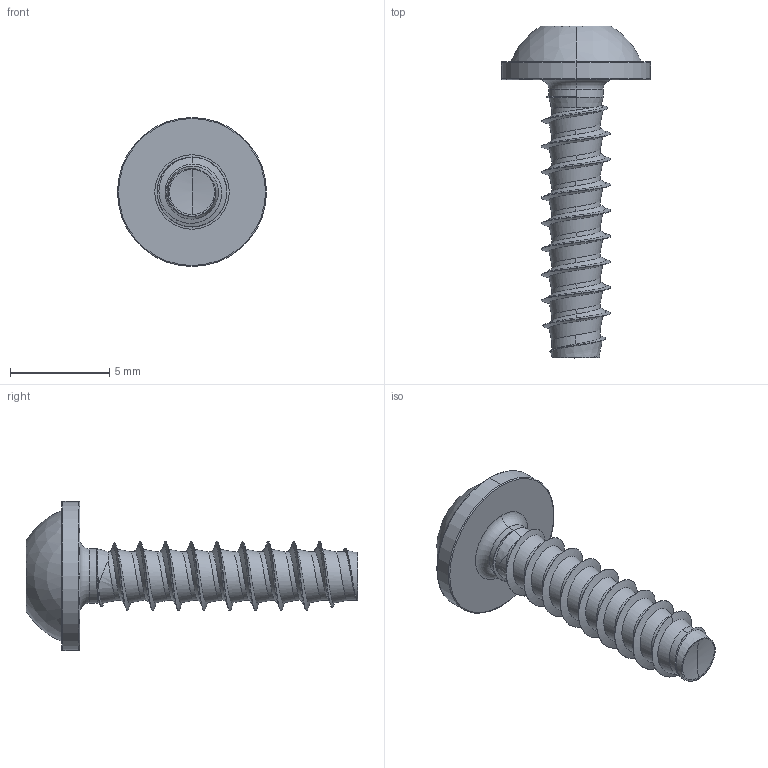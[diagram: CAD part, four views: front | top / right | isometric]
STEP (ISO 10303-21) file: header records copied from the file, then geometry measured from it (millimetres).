
FILE_DESCRIPTION (( 'STEP AP203' ), '1' );
FILE_NAME ('STP380350140.STEP', '2017-08-15T17:41:31', ( '' ), ( '' ), 'SwSTEP 2.0', 'SolidWorks 2015', '' );
FILE_SCHEMA (( 'CONFIG_CONTROL_DESIGN' ));
Length unit declared in the file: millimetre
Products named in the file (1): STP380350140
Bounding box: 7.5 x 16.7 x 7.5 mm (x, y, z)
Volume: 148.7 mm3; surface area: 311.9 mm2
Topology: 1 solids, 1 shells, 106 faces, 262 edges, 159 vertices
Faces by surface type: cylinder 45, bspline 35, cone 11, torus 8, sphere 4, plane 3
Entity records: 20230 total; most frequent: CARTESIAN_POINT 18025, ORIENTED_EDGE 520, DIRECTION 340, EDGE_CURVE 260, VERTEX_POINT 159, AXIS2_PLACEMENT_3D 140, B_SPLINE_CURVE_WITH_KNOTS 112, EDGE_LOOP 109
